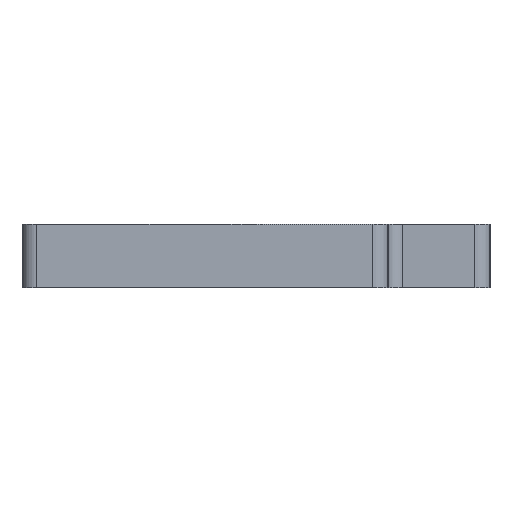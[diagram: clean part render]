
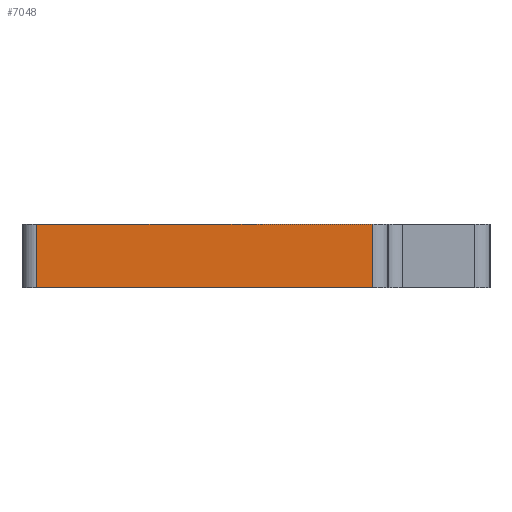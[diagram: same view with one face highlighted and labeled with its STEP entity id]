
A CAD part, left-side view. The second image highlights one B-rep face of the part: STEP entity #7048.
In plain terms, the highlighted planar face has unit normal (-1, 0, 0).
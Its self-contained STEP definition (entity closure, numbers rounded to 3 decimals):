
#6521=CARTESIAN_POINT('',(-110.,-19.5,0.));
#6522=VERTEX_POINT('',#6521);
#6530=CARTESIAN_POINT('',(-110.,36.5,0.));
#6531=VERTEX_POINT('',#6530);
#6532=CARTESIAN_POINT('',(-110.,36.5,0.));
#6533=DIRECTION('',(0.,-1.,0.));
#6534=VECTOR('',#6533,56.);
#6535=LINE('',#6532,#6534);
#6536=EDGE_CURVE('',#6531,#6522,#6535,.T.);
#7018=CARTESIAN_POINT('',(-110.,8.5,10.5));
#7019=DIRECTION('',(1.,0.,0.));
#7020=DIRECTION('',(0.,0.,-1.));
#7021=AXIS2_PLACEMENT_3D('',#7018,#7019,#7020);
#7022=PLANE('',#7021);
#7023=CARTESIAN_POINT('',(-110.,36.5,10.5));
#7024=VERTEX_POINT('',#7023);
#7025=CARTESIAN_POINT('',(-110.,-19.5,10.5));
#7026=VERTEX_POINT('',#7025);
#7027=CARTESIAN_POINT('',(-110.,36.5,10.5));
#7028=DIRECTION('',(0.,-1.,0.));
#7029=VECTOR('',#7028,56.);
#7030=LINE('',#7027,#7029);
#7031=EDGE_CURVE('',#7024,#7026,#7030,.T.);
#7032=ORIENTED_EDGE('',*,*,#7031,.F.);
#7033=CARTESIAN_POINT('',(-110.,36.5,10.5));
#7034=DIRECTION('',(0.,0.,-1.));
#7035=VECTOR('',#7034,10.5);
#7036=LINE('',#7033,#7035);
#7037=EDGE_CURVE('',#7024,#6531,#7036,.T.);
#7038=ORIENTED_EDGE('',*,*,#7037,.T.);
#7039=ORIENTED_EDGE('',*,*,#6536,.T.);
#7040=CARTESIAN_POINT('',(-110.,-19.5,0.));
#7041=DIRECTION('',(-0.,-0.,1.));
#7042=VECTOR('',#7041,10.5);
#7043=LINE('',#7040,#7042);
#7044=EDGE_CURVE('',#6522,#7026,#7043,.T.);
#7045=ORIENTED_EDGE('',*,*,#7044,.T.);
#7046=EDGE_LOOP('',(#7032,#7038,#7039,#7045));
#7047=FACE_BOUND('',#7046,.T.);
#7048=ADVANCED_FACE('',(#7047),#7022,.F.);
